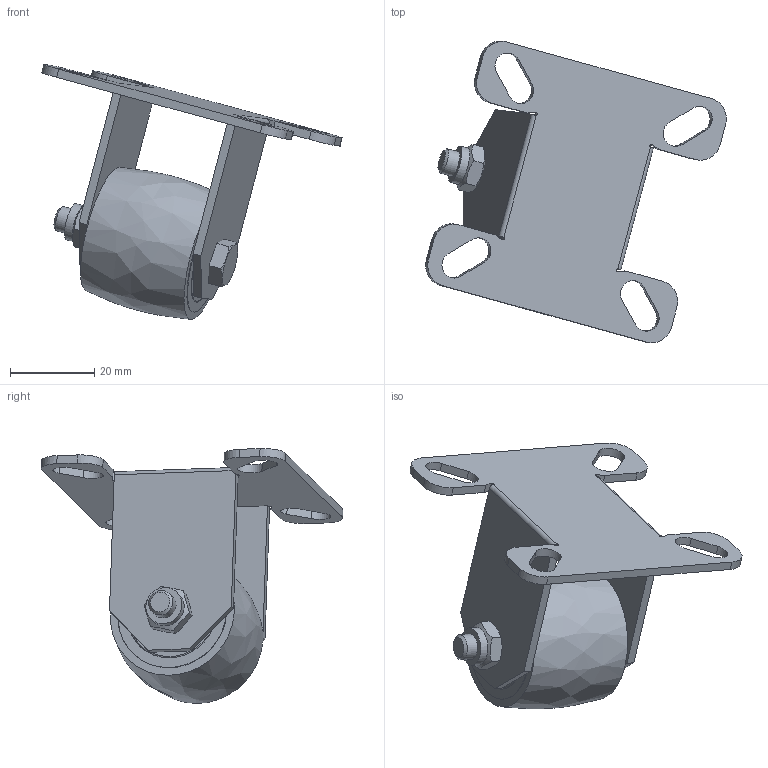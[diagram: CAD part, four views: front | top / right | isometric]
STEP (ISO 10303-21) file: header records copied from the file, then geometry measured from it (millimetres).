
FILE_DESCRIPTION(/* description */ (''),/* implementation_level */ '2;1');
FILE_NAME(/* name */ 'BMPUSS033KUPL.stp',/* time_stamp */ '2017-11-29T17:30:56+01:00',/* author */ ('raede'),/* organization */ (''),/* preprocessor_version */ 'ST-DEVELOPER v15.6',/* originating_system */ 'Autodesk Inventor 2015',/* authorisation */ '');
FILE_SCHEMA (('AUTOMOTIVE_DESIGN { 1 0 10303 214 3 1 1 }'));
Length unit declared in the file: millimetre
Products named in the file (7): Rad_33x26; DIN 625 SKF - SKF 627-2RS1; DIN 931-1 - M6 x 40; DIN 985 - M6; PUS033_26_06; GEHAEUSE_33_4460_ALFER; BMPUSS033KUPL
Bounding box: 71.5 x 71.7 x 60.66 mm (x, y, z)
Volume: 28047 mm3; surface area: 27297.3 mm2
Topology: 8 solids, 8 shells, 171 faces, 483 edges, 316 vertices
Faces by surface type: plane 72, cylinder 47, torus 30, cone 11, sphere 10, bspline 1
Full cylindrical faces by diameter (mm): 4.917 x1, 6 x1, 6.2 x2, 6.25 x1, 7 x2, 8 x1, 8.9 x2, 11.8 x4, 17.2 x4, 18 x1, 22 x4, 26.8 x2
Entity records: 4816 total; most frequent: CARTESIAN_POINT 1327, DIRECTION 694, ORIENTED_EDGE 662, EDGE_CURVE 331, AXIS2_PLACEMENT_3D 273, VERTEX_POINT 234, EDGE_LOOP 205, LINE 148
